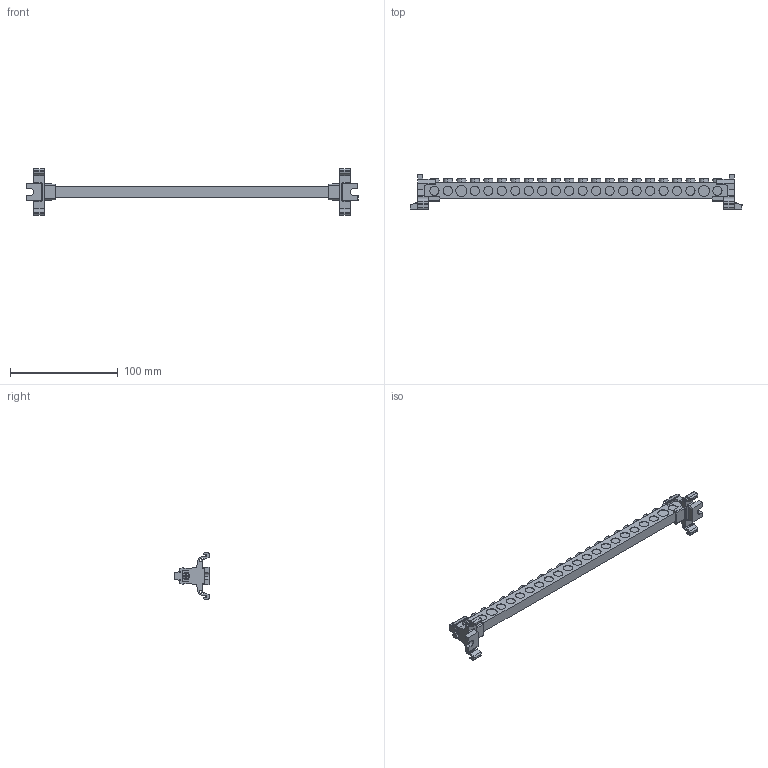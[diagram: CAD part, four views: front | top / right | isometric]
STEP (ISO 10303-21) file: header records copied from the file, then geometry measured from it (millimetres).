
FILE_DESCRIPTION (( 'STEP AP203' ), '1' );
FILE_NAME ('10x15 Tek Kutuplu Daðýtýcý Ünite - 22 Delikli - Kapaksýz.STEP', '2018-12-05T07:37:10', ( '' ), ( '' ), 'SwSTEP 2.0', 'SolidWorks 2011', '' );
FILE_SCHEMA (( 'CONFIG_CONTROL_DESIGN' ));
Length unit declared in the file: millimetre
Products named in the file (1): 10x15 Tek Kutuplu Daðýtýcý Ünite - 22 Delikli - Kapaksýz
Bounding box: 308 x 32.37 x 43.2 mm (x, y, z)
Volume: 54297.4 mm3; surface area: 25902.9 mm2
Topology: 1 solids, 3 shells, 923 faces, 2478 edges, 1624 vertices
Faces by surface type: plane 589, cylinder 234, torus 52, cone 44, bspline 4
Entity records: 29537 total; most frequent: CARTESIAN_POINT 5934, ORIENTED_EDGE 4956, DIRECTION 4902, EDGE_CURVE 2478, AXIS2_PLACEMENT_3D 1648, VERTEX_POINT 1624, LINE 1606, VECTOR 1606
